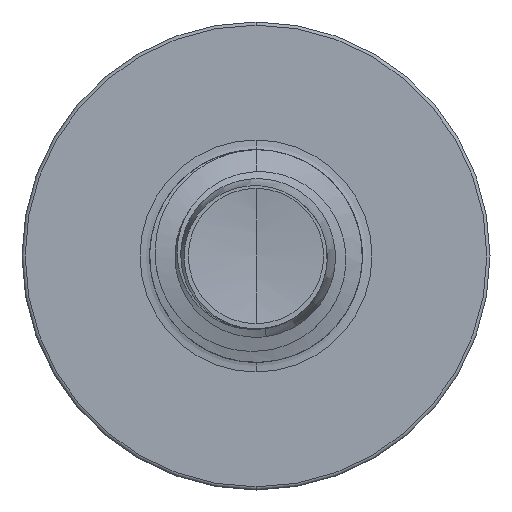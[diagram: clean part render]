
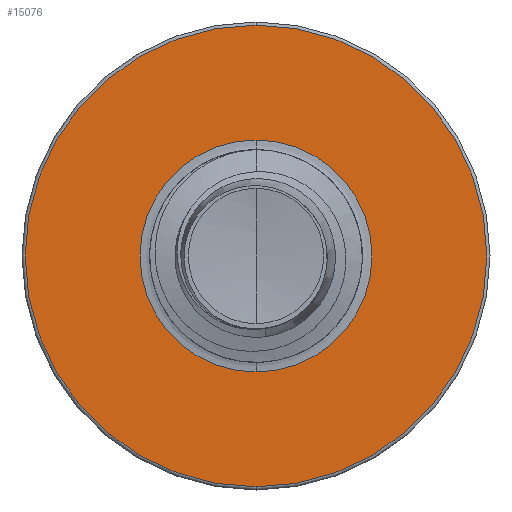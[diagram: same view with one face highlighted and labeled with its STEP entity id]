
A CAD part, front view. The second image highlights one B-rep face of the part: STEP entity #15076.
In plain terms, the highlighted planar face has unit normal (0, -1, 0).
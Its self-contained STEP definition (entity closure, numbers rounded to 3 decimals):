
#131 = AXIS2_PLACEMENT_3D ( 'NONE', #1654, #14675, #3603 ) ;
#265 = FACE_OUTER_BOUND ( 'NONE', #20820, .T. ) ;
#1654 = CARTESIAN_POINT ( 'NONE',  ( 0., 5.5, 0. ) ) ;
#1978 = AXIS2_PLACEMENT_3D ( 'NONE', #6986, #18822, #8862 ) ;
#2403 = CIRCLE ( 'NONE', #1978, 1.363 ) ;
#2453 = AXIS2_PLACEMENT_3D ( 'NONE', #9789, #20982, #11665 ) ;
#3603 = DIRECTION ( 'NONE',  ( 0., 0., 1. ) ) ;
#5334 = ORIENTED_EDGE ( 'NONE', *, *, #14066, .T. ) ;
#6986 = CARTESIAN_POINT ( 'NONE',  ( 0., 5.5, 0. ) ) ;
#7196 = CARTESIAN_POINT ( 'NONE',  ( 0., 5.5, 0. ) ) ;
#7543 = CARTESIAN_POINT ( 'NONE',  ( 0., 5.5, -1.363 ) ) ;
#7774 = AXIS2_PLACEMENT_3D ( 'NONE', #17579, #21986, #12803 ) ;
#8215 = EDGE_LOOP ( 'NONE', ( #5334, #10295 ) ) ;
#8862 = DIRECTION ( 'NONE',  ( 0., 0., 1. ) ) ;
#9076 = DIRECTION ( 'NONE',  ( 0., 0., 1. ) ) ;
#9789 = CARTESIAN_POINT ( 'NONE',  ( 0., 5.5, 0. ) ) ;
#10295 = ORIENTED_EDGE ( 'NONE', *, *, #17952, .T. ) ;
#10734 = CARTESIAN_POINT ( 'NONE',  ( 0., 5.5, 1.363 ) ) ;
#11665 = DIRECTION ( 'NONE',  ( 0., 0., 1. ) ) ;
#11725 = EDGE_CURVE ( 'NONE', #19972, #12878, #13295, .T. ) ;
#12803 = DIRECTION ( 'NONE',  ( 0., 0., 1. ) ) ;
#12858 = EDGE_CURVE ( 'NONE', #12878, #19972, #15147, .T. ) ;
#12878 = VERTEX_POINT ( 'NONE', #22098 ) ;
#13295 = CIRCLE ( 'NONE', #2453, 2.713 ) ;
#13837 = CIRCLE ( 'NONE', #15800, 1.363 ) ;
#13908 = VERTEX_POINT ( 'NONE', #10734 ) ;
#14066 = EDGE_CURVE ( 'NONE', #13908, #21908, #13837, .T. ) ;
#14607 = FACE_BOUND ( 'NONE', #8215, .T. ) ;
#14675 = DIRECTION ( 'NONE',  ( 0., 1., 0. ) ) ;
#15076 = ADVANCED_FACE ( 'NONE', ( #265, #14607 ), #17396, .F. ) ;
#15147 = CIRCLE ( 'NONE', #131, 2.713 ) ;
#15800 = AXIS2_PLACEMENT_3D ( 'NONE', #7196, #18981, #9076 ) ;
#17396 = PLANE ( 'NONE',  #7774 ) ;
#17579 = CARTESIAN_POINT ( 'NONE',  ( 0., 5.5, -1.363 ) ) ;
#17591 = CARTESIAN_POINT ( 'NONE',  ( 0., 5.5, 2.713 ) ) ;
#17952 = EDGE_CURVE ( 'NONE', #21908, #13908, #2403, .T. ) ;
#18808 = ORIENTED_EDGE ( 'NONE', *, *, #12858, .F. ) ;
#18822 = DIRECTION ( 'NONE',  ( 0., 1., 0. ) ) ;
#18981 = DIRECTION ( 'NONE',  ( 0., 1., 0. ) ) ;
#19972 = VERTEX_POINT ( 'NONE', #17591 ) ;
#20820 = EDGE_LOOP ( 'NONE', ( #20927, #18808 ) ) ;
#20927 = ORIENTED_EDGE ( 'NONE', *, *, #11725, .F. ) ;
#20982 = DIRECTION ( 'NONE',  ( 0., 1., 0. ) ) ;
#21908 = VERTEX_POINT ( 'NONE', #7543 ) ;
#21986 = DIRECTION ( 'NONE',  ( 0., 1., 0. ) ) ;
#22098 = CARTESIAN_POINT ( 'NONE',  ( 0., 5.5, -2.712 ) ) ;
